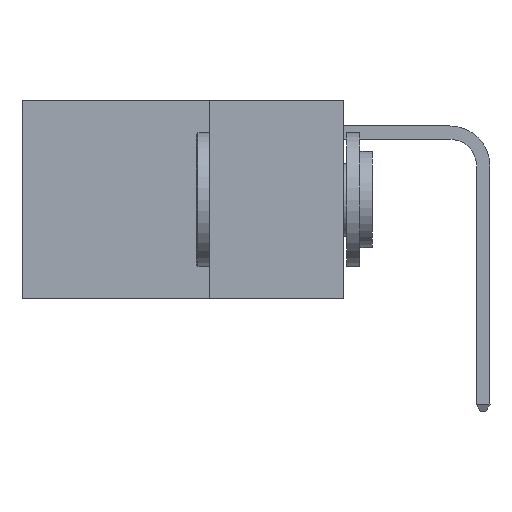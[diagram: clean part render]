
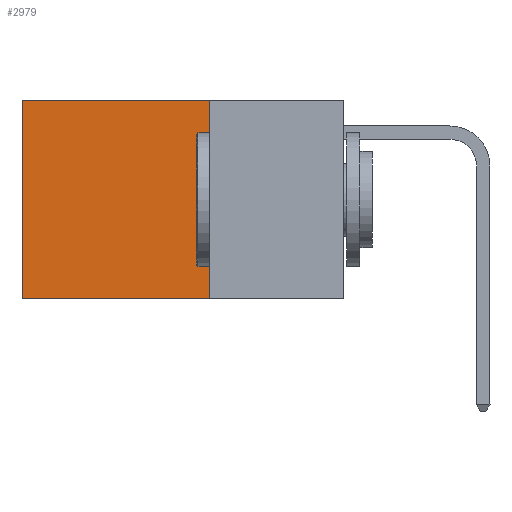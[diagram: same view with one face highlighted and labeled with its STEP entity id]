
A CAD part, left-side view. The second image highlights one B-rep face of the part: STEP entity #2979.
In plain terms, the highlighted planar face has unit normal (-1, 0, 0).
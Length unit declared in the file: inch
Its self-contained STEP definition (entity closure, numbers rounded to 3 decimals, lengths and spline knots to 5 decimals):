
#698 = ORIENTED_EDGE ( 'NONE', *, *, #14301, .F. ) ;
#955 = EDGE_CURVE ( 'NONE', #13814, #6515, #14996, .T. ) ;
#967 = VECTOR ( 'NONE', #14869, 39.37008 ) ;
#1805 = DIRECTION ( 'NONE',  ( 0., 0., -1. ) ) ;
#2407 = ORIENTED_EDGE ( 'NONE', *, *, #4394, .F. ) ;
#2891 = CARTESIAN_POINT ( 'NONE',  ( 0.2625, 0.25, -0.37 ) ) ;
#2979 = ADVANCED_FACE ( 'NONE', ( #21474 ), #9081, .F. ) ;
#4092 = CARTESIAN_POINT ( 'NONE',  ( 0.2625, 0.6, 0. ) ) ;
#4205 = DIRECTION ( 'NONE',  ( 0., 1., 0. ) ) ;
#4394 = EDGE_CURVE ( 'NONE', #24074, #5948, #11091, .T. ) ;
#4569 = AXIS2_PLACEMENT_3D ( 'NONE', #14431, #20334, #12832 ) ;
#5948 = VERTEX_POINT ( 'NONE', #23775 ) ;
#6082 = ORIENTED_EDGE ( 'NONE', *, *, #19769, .T. ) ;
#6392 = CARTESIAN_POINT ( 'NONE',  ( 0.2625, 0.6, -0.37 ) ) ;
#6494 = EDGE_LOOP ( 'NONE', ( #9842, #698, #2407, #6082 ) ) ;
#6515 = VERTEX_POINT ( 'NONE', #6392 ) ;
#9081 = PLANE ( 'NONE',  #4569 ) ;
#9842 = ORIENTED_EDGE ( 'NONE', *, *, #955, .T. ) ;
#11091 = LINE ( 'NONE', #18618, #12356 ) ;
#11374 = CARTESIAN_POINT ( 'NONE',  ( 0.2625, 0.6, 0. ) ) ;
#12356 = VECTOR ( 'NONE', #1805, 39.37008 ) ;
#12832 = DIRECTION ( 'NONE',  ( 0., 0., -1. ) ) ;
#13814 = VERTEX_POINT ( 'NONE', #11374 ) ;
#14301 = EDGE_CURVE ( 'NONE', #5948, #6515, #15882, .T. ) ;
#14431 = CARTESIAN_POINT ( 'NONE',  ( 0.2625, 0.25, 0. ) ) ;
#14869 = DIRECTION ( 'NONE',  ( 0., 0., -1. ) ) ;
#14996 = LINE ( 'NONE', #4092, #967 ) ;
#15882 = LINE ( 'NONE', #2891, #18000 ) ;
#18000 = VECTOR ( 'NONE', #21702, 39.37008 ) ;
#18512 = VECTOR ( 'NONE', #4205, 39.37008 ) ;
#18618 = CARTESIAN_POINT ( 'NONE',  ( 0.2625, 0.25, 0. ) ) ;
#19350 = CARTESIAN_POINT ( 'NONE',  ( 0.2625, 0.25, 0. ) ) ;
#19769 = EDGE_CURVE ( 'NONE', #24074, #13814, #23017, .T. ) ;
#20334 = DIRECTION ( 'NONE',  ( 1., 0., 0. ) ) ;
#21025 = CARTESIAN_POINT ( 'NONE',  ( 0.2625, 0.25, 0. ) ) ;
#21474 = FACE_OUTER_BOUND ( 'NONE', #6494, .T. ) ;
#21702 = DIRECTION ( 'NONE',  ( 0., 1., 0. ) ) ;
#23017 = LINE ( 'NONE', #21025, #18512 ) ;
#23775 = CARTESIAN_POINT ( 'NONE',  ( 0.2625, 0.25, -0.37 ) ) ;
#24074 = VERTEX_POINT ( 'NONE', #19350 ) ;
